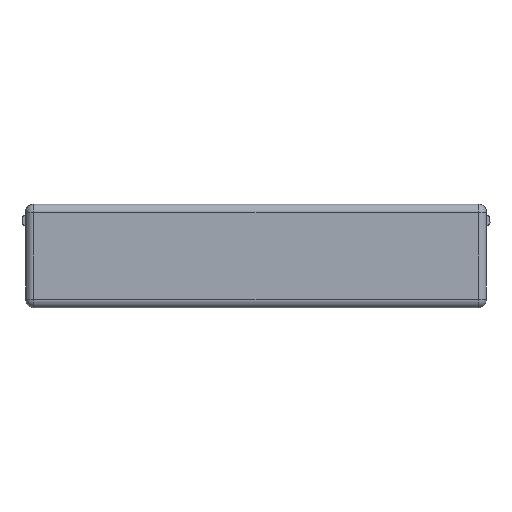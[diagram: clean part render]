
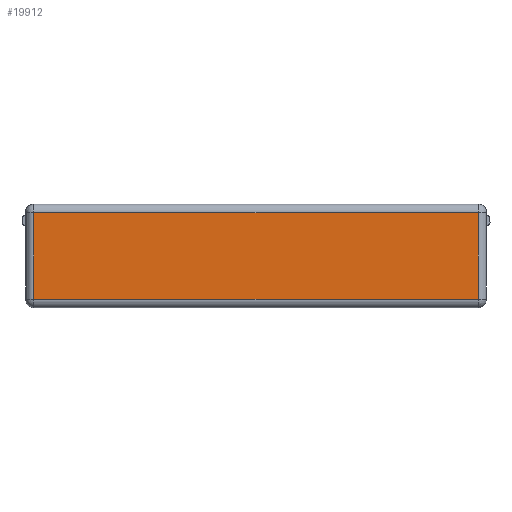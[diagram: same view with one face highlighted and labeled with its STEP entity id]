
A CAD part, left-side view. The second image highlights one B-rep face of the part: STEP entity #19912.
In plain terms, the highlighted planar face has unit normal (-1, 0, 0).
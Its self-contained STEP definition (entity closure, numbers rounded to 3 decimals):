
#1167=PLANE('',#21430);
#2175=FACE_OUTER_BOUND('',#3252,.T.);
#3252=EDGE_LOOP('',(#18648,#18649,#18650,#18651));
#5901=LINE('',#35742,#8239);
#5903=LINE('',#35749,#8241);
#5905=LINE('',#35762,#8243);
#5907=LINE('',#35767,#8245);
#8239=VECTOR('',#26627,10.);
#8241=VECTOR('',#26635,10.);
#8243=VECTOR('',#26651,10.);
#8245=VECTOR('',#26657,10.);
#10120=VERTEX_POINT('',#35723);
#10123=VERTEX_POINT('',#35730);
#10127=VERTEX_POINT('',#35745);
#10132=VERTEX_POINT('',#35760);
#12957=EDGE_CURVE('',#10120,#10123,#5901,.T.);
#12961=EDGE_CURVE('',#10123,#10127,#5903,.T.);
#12967=EDGE_CURVE('',#10132,#10120,#5905,.T.);
#12970=EDGE_CURVE('',#10127,#10132,#5907,.T.);
#18648=ORIENTED_EDGE('',*,*,#12957,.F.);
#18649=ORIENTED_EDGE('',*,*,#12967,.F.);
#18650=ORIENTED_EDGE('',*,*,#12970,.F.);
#18651=ORIENTED_EDGE('',*,*,#12961,.F.);
#19912=ADVANCED_FACE('',(#2175),#1167,.T.);
#21430=AXIS2_PLACEMENT_3D('',#35790,#26687,#26688);
#26627=DIRECTION('',(0.,0.,1.));
#26635=DIRECTION('',(0.,-1.,0.));
#26651=DIRECTION('',(0.,1.,0.));
#26657=DIRECTION('',(0.,0.,-1.));
#26687=DIRECTION('center_axis',(-1.,0.,0.));
#26688=DIRECTION('ref_axis',(0.,1.,0.));
#35723=CARTESIAN_POINT('',(-2.25,52.25,-0.5));
#35730=CARTESIAN_POINT('',(-2.25,52.25,9.97));
#35742=CARTESIAN_POINT('',(-2.25,52.25,-0.5));
#35745=CARTESIAN_POINT('',(-2.25,-1.25,9.97));
#35749=CARTESIAN_POINT('',(-2.25,-2.25,9.97));
#35760=CARTESIAN_POINT('',(-2.25,-1.25,-0.5));
#35762=CARTESIAN_POINT('',(-2.25,11.625,-0.5));
#35767=CARTESIAN_POINT('',(-2.25,-1.25,-0.5));
#35790=CARTESIAN_POINT('Origin',(-2.25,-2.25,-0.5));
